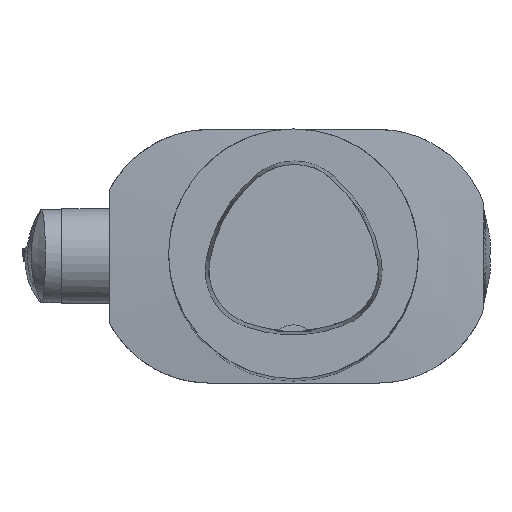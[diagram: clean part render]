
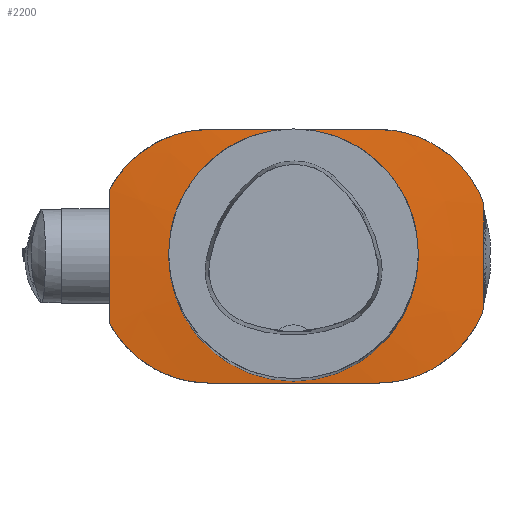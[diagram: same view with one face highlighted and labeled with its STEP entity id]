
A CAD part, top view. The second image highlights one B-rep face of the part: STEP entity #2200.
In plain terms, the highlighted conical face has half-angle 85 degrees and reference radius 49.991 mm.
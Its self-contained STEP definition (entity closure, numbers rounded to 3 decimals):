
#210=CONICAL_SURFACE('',#7160,49.991,85.);
#389=B_SPLINE_CURVE_WITH_KNOTS('',3,(#11091,#11092,#11093,#11094,#11095,
#11096,#11097,#11098,#11099,#11100),.UNSPECIFIED.,.F.,.F.,(4,2,2,2,4),(0.,
0.25,0.5,0.75,1.),.UNSPECIFIED.);
#391=B_SPLINE_CURVE_WITH_KNOTS('',3,(#11114,#11115,#11116,#11117),
 .UNSPECIFIED.,.F.,.F.,(4,4),(0.,1.),.UNSPECIFIED.);
#393=B_SPLINE_CURVE_WITH_KNOTS('',3,(#11128,#11129,#11130,#11131,#11132,
#11133,#11134,#11135,#11136,#11137),.UNSPECIFIED.,.F.,.F.,(4,2,2,2,4),(0.,
0.25,0.5,0.75,1.),.UNSPECIFIED.);
#394=B_SPLINE_CURVE_WITH_KNOTS('',3,(#11143,#11144,#11145,#11146,#11147,
#11148),.UNSPECIFIED.,.F.,.F.,(4,2,4),(0.,0.5,1.),.UNSPECIFIED.);
#400=B_SPLINE_CURVE_WITH_KNOTS('',3,(#11237,#11238,#11239,#11240,#11241,
#11242),.UNSPECIFIED.,.F.,.F.,(4,2,4),(0.,0.5,1.),.UNSPECIFIED.);
#401=B_SPLINE_CURVE_WITH_KNOTS('',3,(#11244,#11245,#11246,#11247,#11248,
#11249,#11250,#11251),.UNSPECIFIED.,.F.,.F.,(4,2,2,4),(0.,0.25,0.5,1.),
 .UNSPECIFIED.);
#402=B_SPLINE_CURVE_WITH_KNOTS('',3,(#11253,#11254,#11255,#11256),
 .UNSPECIFIED.,.F.,.F.,(4,4),(0.,1.),.UNSPECIFIED.);
#403=B_SPLINE_CURVE_WITH_KNOTS('',3,(#11258,#11259,#11260,#11261,#11262,
#11263,#11264,#11265),.UNSPECIFIED.,.F.,.F.,(4,2,2,4),(0.,0.25,0.5,1.),
 .UNSPECIFIED.);
#2200=ADVANCED_FACE('',(#2646,#2647),#210,.T.);
#2646=FACE_BOUND('',#2946,.T.);
#2647=FACE_BOUND('',#2947,.T.);
#2946=EDGE_LOOP('',(#4287));
#2947=EDGE_LOOP('',(#4288,#4289,#4290,#4291,#4292,#4293,#4294,#4295));
#4287=ORIENTED_EDGE('',*,*,#5709,.F.);
#4288=ORIENTED_EDGE('',*,*,#6436,.T.);
#4289=ORIENTED_EDGE('',*,*,#6437,.T.);
#4290=ORIENTED_EDGE('',*,*,#6438,.F.);
#4291=ORIENTED_EDGE('',*,*,#6415,.T.);
#4292=ORIENTED_EDGE('',*,*,#6412,.T.);
#4293=ORIENTED_EDGE('',*,*,#6408,.T.);
#4294=ORIENTED_EDGE('',*,*,#6403,.F.);
#4295=ORIENTED_EDGE('',*,*,#6435,.F.);
#5047=VERTEX_POINT('',#9229);
#5509=VERTEX_POINT('',#11090);
#5510=VERTEX_POINT('',#11101);
#5512=VERTEX_POINT('',#11113);
#5513=VERTEX_POINT('',#11120);
#5517=VERTEX_POINT('',#11141);
#5527=VERTEX_POINT('',#11236);
#5528=VERTEX_POINT('',#11252);
#5529=VERTEX_POINT('',#11257);
#5709=EDGE_CURVE('',#5047,#5047,#6591,.T.);
#6403=EDGE_CURVE('',#5509,#5510,#389,.T.);
#6408=EDGE_CURVE('',#5512,#5510,#391,.T.);
#6412=EDGE_CURVE('',#5513,#5512,#393,.T.);
#6415=EDGE_CURVE('',#5517,#5513,#394,.T.);
#6435=EDGE_CURVE('',#5527,#5509,#400,.T.);
#6436=EDGE_CURVE('',#5527,#5528,#401,.T.);
#6437=EDGE_CURVE('',#5528,#5529,#402,.T.);
#6438=EDGE_CURVE('',#5517,#5529,#403,.T.);
#6591=CIRCLE('',#6855,31.5);
#6855=AXIS2_PLACEMENT_3D('',#9228,#7488,#7489);
#7160=AXIS2_PLACEMENT_3D('',#11266,#8566,#8567);
#7488=DIRECTION('',(0.,0.,1.));
#7489=DIRECTION('',(1.,0.,0.));
#8566=DIRECTION('',(0.,0.,-1.));
#8567=DIRECTION('',(-1.,0.,0.));
#9228=CARTESIAN_POINT('',(0.,0.,-359.382));
#9229=CARTESIAN_POINT('',(31.5,0.,-359.382));
#11090=CARTESIAN_POINT('',(-21.204,-32.,-359.985));
#11091=CARTESIAN_POINT('',(-21.204,-32.,-359.985));
#11092=CARTESIAN_POINT('',(-23.799,-32.,-360.11));
#11093=CARTESIAN_POINT('',(-26.334,-31.652,-360.223));
#11094=CARTESIAN_POINT('',(-31.288,-30.28,-360.43));
#11095=CARTESIAN_POINT('',(-33.687,-29.248,-360.524));
#11096=CARTESIAN_POINT('',(-38.077,-26.611,-360.685));
#11097=CARTESIAN_POINT('',(-40.125,-24.967,-360.755));
#11098=CARTESIAN_POINT('',(-43.651,-21.248,-360.868));
#11099=CARTESIAN_POINT('',(-45.168,-19.144,-360.912));
#11100=CARTESIAN_POINT('',(-46.385,-16.849,-360.944));
#11101=CARTESIAN_POINT('',(-46.385,-16.849,-360.944));
#11113=CARTESIAN_POINT('',(-46.385,16.849,-360.944));
#11114=CARTESIAN_POINT('',(-46.385,16.849,-360.944));
#11115=CARTESIAN_POINT('',(-46.385,5.622,-360.609));
#11116=CARTESIAN_POINT('',(-46.385,-5.615,-360.608));
#11117=CARTESIAN_POINT('',(-46.385,-16.849,-360.944));
#11120=CARTESIAN_POINT('',(-21.204,32.,-359.985));
#11128=CARTESIAN_POINT('',(-21.204,32.,-359.985));
#11129=CARTESIAN_POINT('',(-23.799,32.,-360.11));
#11130=CARTESIAN_POINT('',(-26.334,31.652,-360.223));
#11131=CARTESIAN_POINT('',(-31.288,30.28,-360.43));
#11132=CARTESIAN_POINT('',(-33.687,29.248,-360.524));
#11133=CARTESIAN_POINT('',(-38.077,26.611,-360.685));
#11134=CARTESIAN_POINT('',(-40.125,24.967,-360.755));
#11135=CARTESIAN_POINT('',(-43.651,21.248,-360.868));
#11136=CARTESIAN_POINT('',(-45.168,19.144,-360.912));
#11137=CARTESIAN_POINT('',(-46.385,16.849,-360.944));
#11141=CARTESIAN_POINT('',(21.204,32.,-359.985));
#11143=CARTESIAN_POINT('',(21.204,32.,-359.985));
#11144=CARTESIAN_POINT('',(14.139,32.,-359.643));
#11145=CARTESIAN_POINT('',(7.067,32.,-359.426));
#11146=CARTESIAN_POINT('',(-7.07,32.,-359.426));
#11147=CARTESIAN_POINT('',(-14.139,32.,-359.643));
#11148=CARTESIAN_POINT('',(-21.204,32.,-359.985));
#11236=CARTESIAN_POINT('',(21.204,-32.,-359.985));
#11237=CARTESIAN_POINT('',(21.204,-32.,-359.985));
#11238=CARTESIAN_POINT('',(14.139,-32.,-359.643));
#11239=CARTESIAN_POINT('',(7.067,-32.,-359.426));
#11240=CARTESIAN_POINT('',(-7.07,-32.,-359.426));
#11241=CARTESIAN_POINT('',(-14.139,-32.,-359.643));
#11242=CARTESIAN_POINT('',(-21.204,-32.,-359.985));
#11244=CARTESIAN_POINT('',(21.204,-32.,-359.985));
#11245=CARTESIAN_POINT('',(24.136,-32.,-360.127));
#11246=CARTESIAN_POINT('',(26.992,-31.558,-360.252));
#11247=CARTESIAN_POINT('',(32.553,-29.805,-360.481));
#11248=CARTESIAN_POINT('',(35.177,-28.509,-360.58));
#11249=CARTESIAN_POINT('',(42.318,-23.506,-360.834));
#11250=CARTESIAN_POINT('',(46.028,-18.652,-360.942));
#11251=CARTESIAN_POINT('',(48.,-13.208,-360.982));
#11252=CARTESIAN_POINT('',(48.,-13.208,-360.982));
#11253=CARTESIAN_POINT('',(48.,-13.208,-360.982));
#11254=CARTESIAN_POINT('',(48.,-4.402,-360.777));
#11255=CARTESIAN_POINT('',(48.,4.407,-360.778));
#11256=CARTESIAN_POINT('',(48.,13.208,-360.982));
#11257=CARTESIAN_POINT('',(48.,13.208,-360.982));
#11258=CARTESIAN_POINT('',(21.204,32.,-359.985));
#11259=CARTESIAN_POINT('',(24.136,32.,-360.127));
#11260=CARTESIAN_POINT('',(26.992,31.558,-360.252));
#11261=CARTESIAN_POINT('',(32.553,29.805,-360.481));
#11262=CARTESIAN_POINT('',(35.177,28.509,-360.58));
#11263=CARTESIAN_POINT('',(42.318,23.506,-360.834));
#11264=CARTESIAN_POINT('',(46.028,18.652,-360.942));
#11265=CARTESIAN_POINT('',(48.,13.208,-360.982));
#11266=CARTESIAN_POINT('',(0.,0.,-361.));
